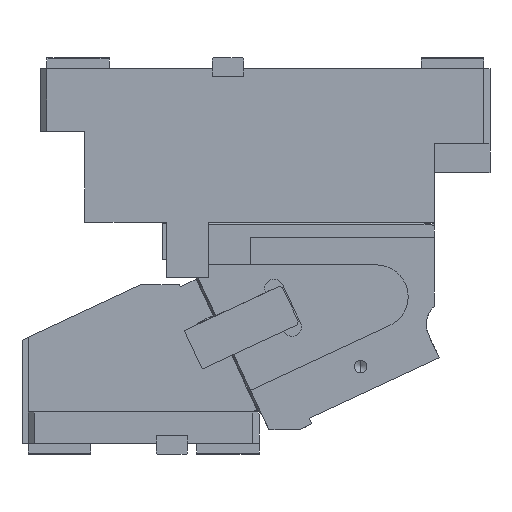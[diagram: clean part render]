
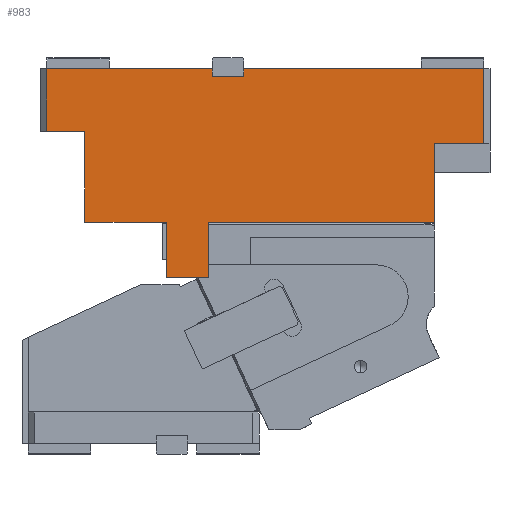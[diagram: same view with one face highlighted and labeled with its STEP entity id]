
A CAD part, front view. The second image highlights one B-rep face of the part: STEP entity #983.
In plain terms, the highlighted planar face has unit normal (0, -1, 0).
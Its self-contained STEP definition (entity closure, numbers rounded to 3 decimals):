
#300=CARTESIAN_POINT('Vertex',(5.,-100.,0.)) ;
#303=CARTESIAN_POINT('Line Origine',(71.25,-100.,0.)) ;
#307=CARTESIAN_POINT('Vertex',(137.5,-100.,0.)) ;
#829=CARTESIAN_POINT('Line Origine',(137.5,-100.,-3.)) ;
#833=CARTESIAN_POINT('Vertex',(137.5,-100.,-6.)) ;
#848=CARTESIAN_POINT('Axis2P3D Location',(0.,-100.,0.)) ;
#853=CARTESIAN_POINT('Line Origine',(5.,-100.,-25.)) ;
#857=CARTESIAN_POINT('Vertex',(5.,-100.,-50.)) ;
#860=CARTESIAN_POINT('Line Origine',(20.,-100.,-50.)) ;
#864=CARTESIAN_POINT('Vertex',(35.,-100.,-50.)) ;
#867=CARTESIAN_POINT('Line Origine',(35.,-100.,-71.54)) ;
#871=CARTESIAN_POINT('Vertex',(35.,-100.,-93.08)) ;
#874=CARTESIAN_POINT('Line Origine',(35.135,-100.,-93.08)) ;
#878=CARTESIAN_POINT('Vertex',(35.27,-100.,-93.08)) ;
#881=CARTESIAN_POINT('Line Origine',(35.27,-100.,-108.08)) ;
#885=CARTESIAN_POINT('Vertex',(35.27,-100.,-123.08)) ;
#888=CARTESIAN_POINT('Line Origine',(68.02,-100.,-123.08)) ;
#892=CARTESIAN_POINT('Vertex',(100.77,-100.,-123.08)) ;
#895=CARTESIAN_POINT('Line Origine',(100.77,-100.,-145.33)) ;
#899=CARTESIAN_POINT('Vertex',(100.77,-100.,-167.58)) ;
#902=CARTESIAN_POINT('Line Origine',(117.77,-100.,-167.58)) ;
#906=CARTESIAN_POINT('Vertex',(134.77,-100.,-167.58)) ;
#909=CARTESIAN_POINT('Line Origine',(134.77,-100.,-145.33)) ;
#913=CARTESIAN_POINT('Vertex',(134.77,-100.,-123.08)) ;
#916=CARTESIAN_POINT('Line Origine',(225.02,-100.,-123.08)) ;
#920=CARTESIAN_POINT('Vertex',(315.27,-100.,-123.08)) ;
#923=CARTESIAN_POINT('Line Origine',(315.27,-100.,-91.59)) ;
#927=CARTESIAN_POINT('Vertex',(315.27,-100.,-60.1)) ;
#930=CARTESIAN_POINT('Line Origine',(335.135,-100.,-60.1)) ;
#934=CARTESIAN_POINT('Vertex',(355.,-100.,-60.1)) ;
#937=CARTESIAN_POINT('Line Origine',(355.,-100.,-30.05)) ;
#941=CARTESIAN_POINT('Vertex',(355.,-100.,0.)) ;
#944=CARTESIAN_POINT('Line Origine',(258.75,-100.,0.)) ;
#948=CARTESIAN_POINT('Vertex',(162.5,-100.,0.)) ;
#951=CARTESIAN_POINT('Line Origine',(162.5,-100.,-3.)) ;
#955=CARTESIAN_POINT('Vertex',(162.5,-100.,-6.)) ;
#958=CARTESIAN_POINT('Line Origine',(150.,-100.,-6.)) ;
#304=DIRECTION('Vector Direction',(1.,0.,0.)) ;
#830=DIRECTION('Vector Direction',(0.,0.,-1.)) ;
#849=DIRECTION('Axis2P3D Direction',(0.,1.,0.)) ;
#850=DIRECTION('Axis2P3D XDirection',(0.,0.,1.)) ;
#854=DIRECTION('Vector Direction',(0.,0.,-1.)) ;
#861=DIRECTION('Vector Direction',(1.,0.,0.)) ;
#868=DIRECTION('Vector Direction',(0.,0.,-1.)) ;
#875=DIRECTION('Vector Direction',(-1.,0.,0.)) ;
#882=DIRECTION('Vector Direction',(0.,0.,-1.)) ;
#889=DIRECTION('Vector Direction',(-1.,0.,0.)) ;
#896=DIRECTION('Vector Direction',(0.,0.,1.)) ;
#903=DIRECTION('Vector Direction',(1.,0.,0.)) ;
#910=DIRECTION('Vector Direction',(0.,0.,1.)) ;
#917=DIRECTION('Vector Direction',(-1.,0.,0.)) ;
#924=DIRECTION('Vector Direction',(0.,0.,1.)) ;
#931=DIRECTION('Vector Direction',(1.,0.,0.)) ;
#938=DIRECTION('Vector Direction',(0.,0.,1.)) ;
#945=DIRECTION('Vector Direction',(1.,0.,0.)) ;
#952=DIRECTION('Vector Direction',(0.,0.,-1.)) ;
#959=DIRECTION('Vector Direction',(-1.,0.,0.)) ;
#851=AXIS2_PLACEMENT_3D('Plane Axis2P3D',#848,#849,#850) ;
#964=ORIENTED_EDGE('',*,*,#835,.F.) ;
#965=ORIENTED_EDGE('',*,*,#309,.F.) ;
#966=ORIENTED_EDGE('',*,*,#859,.T.) ;
#967=ORIENTED_EDGE('',*,*,#866,.T.) ;
#968=ORIENTED_EDGE('',*,*,#873,.T.) ;
#969=ORIENTED_EDGE('',*,*,#880,.F.) ;
#970=ORIENTED_EDGE('',*,*,#887,.T.) ;
#971=ORIENTED_EDGE('',*,*,#894,.T.) ;
#972=ORIENTED_EDGE('',*,*,#901,.F.) ;
#973=ORIENTED_EDGE('',*,*,#908,.T.) ;
#974=ORIENTED_EDGE('',*,*,#915,.T.) ;
#975=ORIENTED_EDGE('',*,*,#922,.T.) ;
#976=ORIENTED_EDGE('',*,*,#929,.T.) ;
#977=ORIENTED_EDGE('',*,*,#936,.T.) ;
#978=ORIENTED_EDGE('',*,*,#943,.T.) ;
#979=ORIENTED_EDGE('',*,*,#950,.F.) ;
#980=ORIENTED_EDGE('',*,*,#957,.F.) ;
#981=ORIENTED_EDGE('',*,*,#962,.F.) ;
#305=VECTOR('Line Direction',#304,1.) ;
#831=VECTOR('Line Direction',#830,1.) ;
#855=VECTOR('Line Direction',#854,1.) ;
#862=VECTOR('Line Direction',#861,1.) ;
#869=VECTOR('Line Direction',#868,1.) ;
#876=VECTOR('Line Direction',#875,1.) ;
#883=VECTOR('Line Direction',#882,1.) ;
#890=VECTOR('Line Direction',#889,1.) ;
#897=VECTOR('Line Direction',#896,1.) ;
#904=VECTOR('Line Direction',#903,1.) ;
#911=VECTOR('Line Direction',#910,1.) ;
#918=VECTOR('Line Direction',#917,1.) ;
#925=VECTOR('Line Direction',#924,1.) ;
#932=VECTOR('Line Direction',#931,1.) ;
#939=VECTOR('Line Direction',#938,1.) ;
#946=VECTOR('Line Direction',#945,1.) ;
#953=VECTOR('Line Direction',#952,1.) ;
#960=VECTOR('Line Direction',#959,1.) ;
#983=ADVANCED_FACE('CAM HOLDER',(#982),#852,.F.) ;
#309=EDGE_CURVE('',#301,#308,#306,.T.) ;
#835=EDGE_CURVE('',#308,#834,#832,.T.) ;
#859=EDGE_CURVE('',#301,#858,#856,.T.) ;
#866=EDGE_CURVE('',#858,#865,#863,.T.) ;
#873=EDGE_CURVE('',#865,#872,#870,.T.) ;
#880=EDGE_CURVE('',#879,#872,#877,.T.) ;
#887=EDGE_CURVE('',#879,#886,#884,.T.) ;
#894=EDGE_CURVE('',#886,#893,#891,.F.) ;
#901=EDGE_CURVE('',#900,#893,#898,.T.) ;
#908=EDGE_CURVE('',#900,#907,#905,.T.) ;
#915=EDGE_CURVE('',#907,#914,#912,.T.) ;
#922=EDGE_CURVE('',#914,#921,#919,.F.) ;
#929=EDGE_CURVE('',#921,#928,#926,.T.) ;
#936=EDGE_CURVE('',#928,#935,#933,.T.) ;
#943=EDGE_CURVE('',#935,#942,#940,.T.) ;
#950=EDGE_CURVE('',#949,#942,#947,.T.) ;
#957=EDGE_CURVE('',#956,#949,#954,.F.) ;
#962=EDGE_CURVE('',#834,#956,#961,.F.) ;
#963=EDGE_LOOP('',(#964,#965,#966,#967,#968,#969,#970,#971,#972,#973,#974,#975,#976,#977,#978,#979,#980,#981)) ;
#982=FACE_OUTER_BOUND('',#963,.T.) ;
#306=LINE('Line',#303,#305) ;
#832=LINE('Line',#829,#831) ;
#856=LINE('Line',#853,#855) ;
#863=LINE('Line',#860,#862) ;
#870=LINE('Line',#867,#869) ;
#877=LINE('Line',#874,#876) ;
#884=LINE('Line',#881,#883) ;
#891=LINE('Line',#888,#890) ;
#898=LINE('Line',#895,#897) ;
#905=LINE('Line',#902,#904) ;
#912=LINE('Line',#909,#911) ;
#919=LINE('Line',#916,#918) ;
#926=LINE('Line',#923,#925) ;
#933=LINE('Line',#930,#932) ;
#940=LINE('Line',#937,#939) ;
#947=LINE('Line',#944,#946) ;
#954=LINE('Line',#951,#953) ;
#961=LINE('Line',#958,#960) ;
#852=PLANE('Plane',#851) ;
#301=VERTEX_POINT('',#300) ;
#308=VERTEX_POINT('',#307) ;
#834=VERTEX_POINT('',#833) ;
#858=VERTEX_POINT('',#857) ;
#865=VERTEX_POINT('',#864) ;
#872=VERTEX_POINT('',#871) ;
#879=VERTEX_POINT('',#878) ;
#886=VERTEX_POINT('',#885) ;
#893=VERTEX_POINT('',#892) ;
#900=VERTEX_POINT('',#899) ;
#907=VERTEX_POINT('',#906) ;
#914=VERTEX_POINT('',#913) ;
#921=VERTEX_POINT('',#920) ;
#928=VERTEX_POINT('',#927) ;
#935=VERTEX_POINT('',#934) ;
#942=VERTEX_POINT('',#941) ;
#949=VERTEX_POINT('',#948) ;
#956=VERTEX_POINT('',#955) ;
